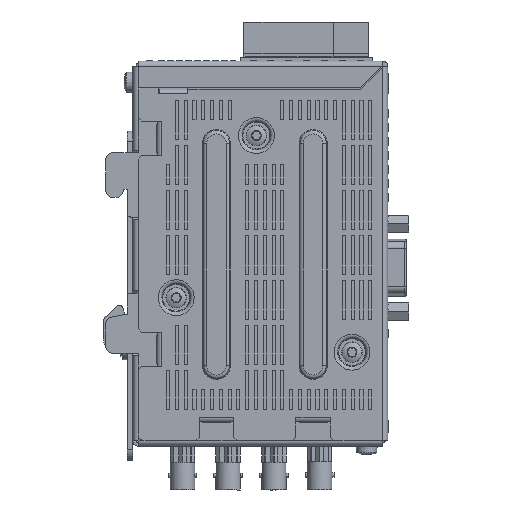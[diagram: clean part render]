
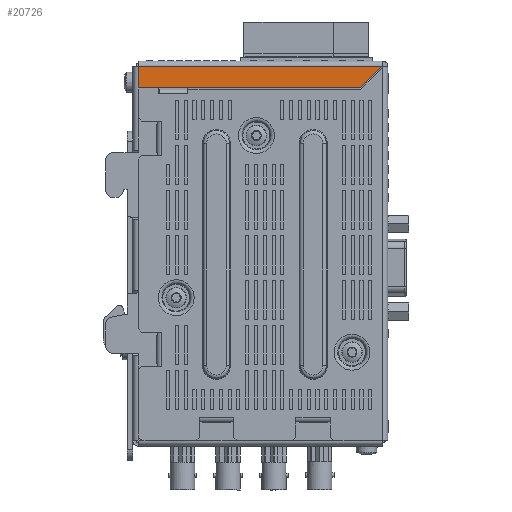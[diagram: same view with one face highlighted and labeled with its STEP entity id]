
A CAD part, left-side view. The second image highlights one B-rep face of the part: STEP entity #20726.
In plain terms, the highlighted planar face has unit normal (-1, 0, 0).
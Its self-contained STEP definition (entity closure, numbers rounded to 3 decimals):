
#20726=ADVANCED_FACE('NONE',(#24842),#22777,.F.);
#22777=PLANE('',#75648);
#24842=FACE_OUTER_BOUND('',#27283,.T.);
#27283=EDGE_LOOP('',(#34803,#34804,#34805,#34806,#34807));
#34803=ORIENTED_EDGE('',*,*,#53080,.F.);
#34804=ORIENTED_EDGE('',*,*,#53081,.T.);
#34805=ORIENTED_EDGE('',*,*,#53082,.F.);
#34806=ORIENTED_EDGE('',*,*,#53083,.F.);
#34807=ORIENTED_EDGE('',*,*,#53084,.T.);
#44925=VERTEX_POINT('',#99523);
#44926=VERTEX_POINT('',#99524);
#44927=VERTEX_POINT('',#99526);
#44928=VERTEX_POINT('',#99528);
#44929=VERTEX_POINT('',#99530);
#53080=EDGE_CURVE('NONE',#44925,#44926,#61216,.T.);
#53081=EDGE_CURVE('NONE',#44925,#44927,#61217,.T.);
#53082=EDGE_CURVE('NONE',#44928,#44927,#61218,.T.);
#53083=EDGE_CURVE('NONE',#44929,#44928,#61219,.T.);
#53084=EDGE_CURVE('NONE',#44929,#44926,#61220,.T.);
#61216=LINE('',#99522,#69037);
#61217=LINE('',#99525,#69038);
#61218=LINE('',#99527,#69039);
#61219=LINE('',#99529,#69040);
#61220=LINE('',#99531,#69041);
#69037=VECTOR('',#83538,1.);
#69038=VECTOR('',#83539,1.);
#69039=VECTOR('',#83540,1.);
#69040=VECTOR('',#83541,1.);
#69041=VECTOR('',#83542,1.);
#75648=AXIS2_PLACEMENT_3D('',#99532,#83543,#83544);
#83538=DIRECTION('',(0.,0.,-1.));
#83539=DIRECTION('',(0.,0.707,0.707));
#83540=DIRECTION('',(0.,0.,1.));
#83541=DIRECTION('',(0.,1.,0.));
#83542=DIRECTION('',(0.,-0.707,0.707));
#83543=DIRECTION('',(1.,0.,0.));
#83544=DIRECTION('',(0.,0.,1.));
#99522=CARTESIAN_POINT('',(-19.25,47.25,28.396));
#99523=CARTESIAN_POINT('',(-19.25,47.25,28.396));
#99524=CARTESIAN_POINT('',(-19.25,47.25,-34.25));
#99525=CARTESIAN_POINT('',(-19.25,47.25,28.396));
#99526=CARTESIAN_POINT('',(-19.25,53.25,34.396));
#99527=CARTESIAN_POINT('',(-19.25,53.25,-34.75));
#99528=CARTESIAN_POINT('',(-19.25,53.25,-34.75));
#99529=CARTESIAN_POINT('',(-19.25,47.75,-34.75));
#99530=CARTESIAN_POINT('',(-19.25,47.75,-34.75));
#99531=CARTESIAN_POINT('',(-19.25,47.75,-34.75));
#99532=CARTESIAN_POINT('',(-19.25,53.75,-18.237));
